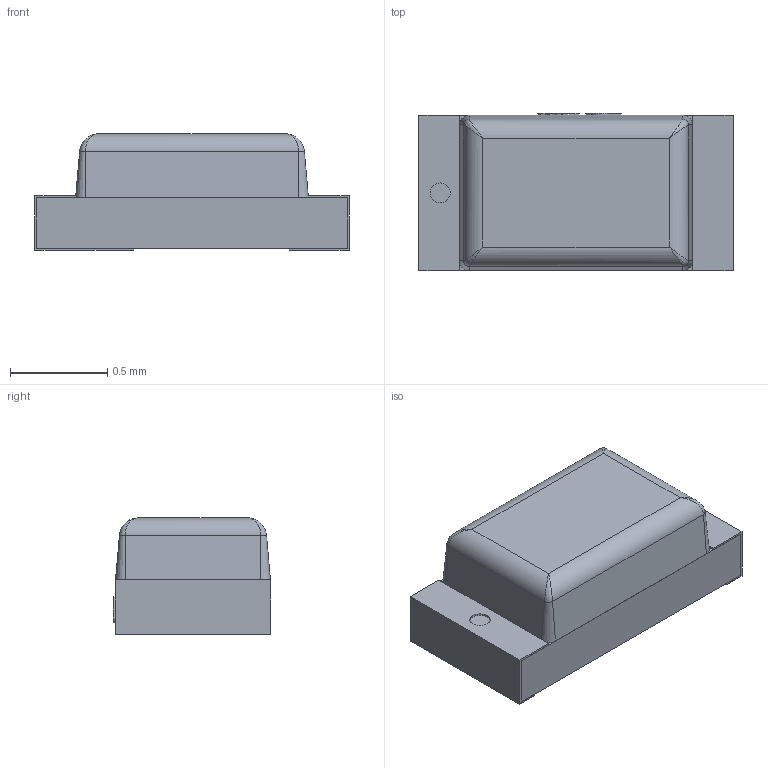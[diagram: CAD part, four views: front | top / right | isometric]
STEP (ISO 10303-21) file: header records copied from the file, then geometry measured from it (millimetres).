
FILE_DESCRIPTION (( 'STEP AP214' ), '1' );
FILE_NAME ('LED0603-RD_GREEN.step', '2022-07-08T13:30:02', ( '' ), ( '' ), 'SwSTEP 2.0', 'SolidWorks 2020', '' );
FILE_SCHEMA (( 'AUTOMOTIVE_DESIGN' ));
Length unit declared in the file: millimetre
Products named in the file (1): LED0603-RD_GREEN
Bounding box: 1.62 x 0.81 x 0.6 mm (x, y, z)
Volume: 0.6 mm3; surface area: 9.4 mm2
Topology: 4 solids, 4 shells, 346 faces, 925 edges, 610 vertices
Faces by surface type: plane 220, bspline 116, cylinder 6, cone 4
Entity records: 16127 total; most frequent: CARTESIAN_POINT 4478, ORIENTED_EDGE 1842, DIRECTION 1151, EDGE_CURVE 921, LINE 673, VECTOR 673, VERTEX_POINT 610, EDGE_LOOP 375
